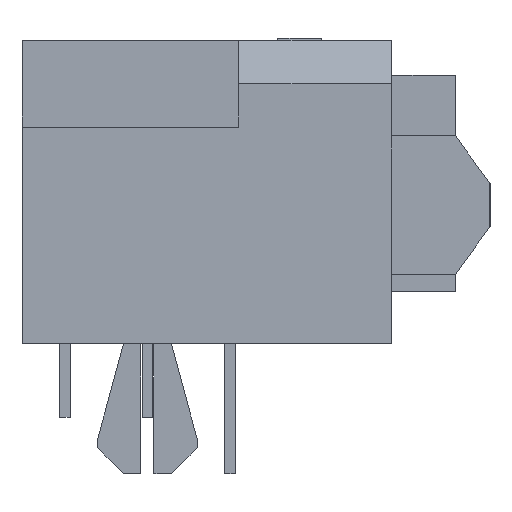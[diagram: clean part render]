
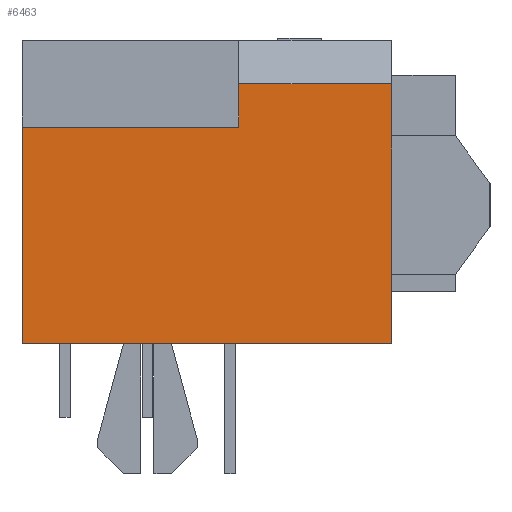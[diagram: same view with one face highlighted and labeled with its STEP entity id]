
A CAD part, left-side view. The second image highlights one B-rep face of the part: STEP entity #6463.
In plain terms, the highlighted planar face has unit normal (-1, 0, 0).
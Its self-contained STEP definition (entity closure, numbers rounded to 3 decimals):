
#389=FACE_OUTER_BOUND('',#764,.T.);
#764=EDGE_LOOP('',(#5074,#5075,#5076,#5077,#5078,#5079));
#1351=LINE('',#9833,#2189);
#1352=LINE('',#9836,#2190);
#1356=LINE('',#9844,#2194);
#1357=LINE('',#9846,#2195);
#1358=LINE('',#9848,#2196);
#1359=LINE('',#9849,#2197);
#2189=VECTOR('',#8062,3.53);
#2190=VECTOR('',#8065,6.);
#2194=VECTOR('',#8071,1.);
#2195=VECTOR('',#8072,5.);
#2196=VECTOR('',#8073,5.);
#2197=VECTOR('',#8074,8.53);
#2930=VERTEX_POINT('',#9827);
#2932=VERTEX_POINT('',#9831);
#2933=VERTEX_POINT('',#9835);
#2936=VERTEX_POINT('',#9843);
#2937=VERTEX_POINT('',#9845);
#2938=VERTEX_POINT('',#9847);
#3689=EDGE_CURVE('',#2930,#2932,#1351,.T.);
#3690=EDGE_CURVE('',#2930,#2933,#1352,.T.);
#3694=EDGE_CURVE('',#2932,#2936,#1356,.T.);
#3695=EDGE_CURVE('',#2936,#2937,#1357,.T.);
#3696=EDGE_CURVE('',#2937,#2938,#1358,.T.);
#3697=EDGE_CURVE('',#2933,#2938,#1359,.T.);
#5074=ORIENTED_EDGE('',*,*,#3689,.T.);
#5075=ORIENTED_EDGE('',*,*,#3694,.T.);
#5076=ORIENTED_EDGE('',*,*,#3695,.T.);
#5077=ORIENTED_EDGE('',*,*,#3696,.T.);
#5078=ORIENTED_EDGE('',*,*,#3697,.F.);
#5079=ORIENTED_EDGE('',*,*,#3690,.F.);
#6088=PLANE('',#6938);
#6463=ADVANCED_FACE('',(#389),#6088,.F.);
#6938=AXIS2_PLACEMENT_3D('',#9842,#8069,#8070);
#8062=DIRECTION('',(0.,1.,0.));
#8065=DIRECTION('',(0.,0.,-1.));
#8069=DIRECTION('center_axis',(1.,0.,0.));
#8070=DIRECTION('ref_axis',(0.,0.,-1.));
#8071=DIRECTION('',(0.,0.,-1.));
#8072=DIRECTION('',(0.,1.,0.));
#8073=DIRECTION('',(0.,0.,-1.));
#8074=DIRECTION('',(0.,1.,0.));
#9827=CARTESIAN_POINT('',(-27.955,-5.635,6.));
#9831=CARTESIAN_POINT('',(-27.955,-2.105,6.));
#9833=CARTESIAN_POINT('',(-27.955,-3.999,6.));
#9835=CARTESIAN_POINT('',(-27.955,-5.635,0.));
#9836=CARTESIAN_POINT('',(-27.955,-5.635,3.5));
#9842=CARTESIAN_POINT('Origin',(-27.955,-2.105,3.5));
#9843=CARTESIAN_POINT('',(-27.955,-2.105,5.));
#9844=CARTESIAN_POINT('',(-27.955,-2.105,4.25));
#9845=CARTESIAN_POINT('',(-27.955,2.895,5.));
#9846=CARTESIAN_POINT('',(-27.955,-0.855,5.));
#9847=CARTESIAN_POINT('',(-27.955,2.895,0.));
#9848=CARTESIAN_POINT('',(-27.955,2.895,3.5));
#9849=CARTESIAN_POINT('',(-27.955,-2.105,0.));
